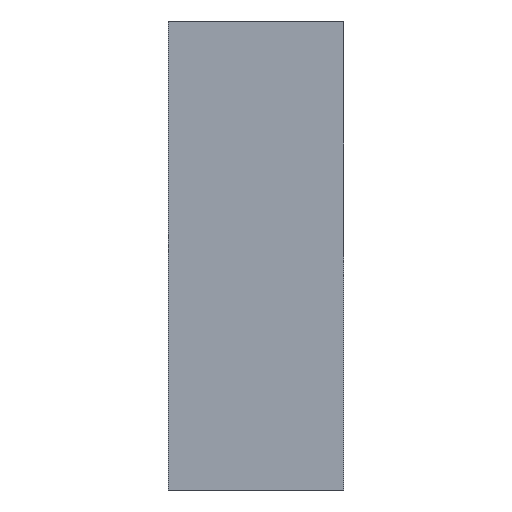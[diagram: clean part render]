
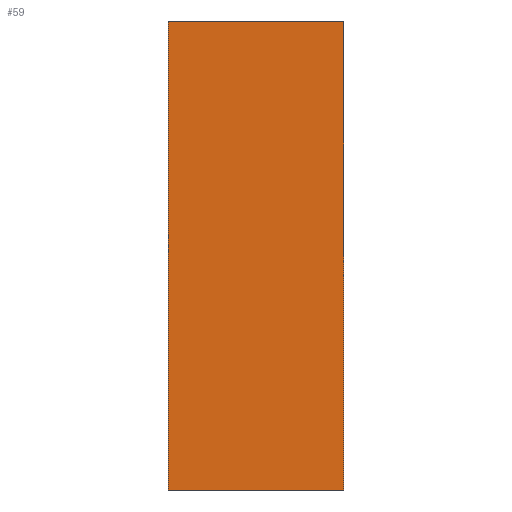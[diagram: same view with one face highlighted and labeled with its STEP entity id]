
A CAD part, left-side view. The second image highlights one B-rep face of the part: STEP entity #59.
In plain terms, the highlighted planar face has unit normal (-1, 0, 0).
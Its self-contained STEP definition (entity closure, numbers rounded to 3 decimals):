
#59=ADVANCED_FACE('',(#73),#67,.F.);
#67=PLANE('',#222);
#73=FACE_OUTER_BOUND('',#89,.T.);
#89=EDGE_LOOP('',(#130,#131,#132,#133));
#130=ORIENTED_EDGE('',*,*,#161,.F.);
#131=ORIENTED_EDGE('',*,*,#168,.F.);
#132=ORIENTED_EDGE('',*,*,#153,.F.);
#133=ORIENTED_EDGE('',*,*,#171,.F.);
#137=VERTEX_POINT('',#278);
#138=VERTEX_POINT('',#280);
#143=VERTEX_POINT('',#294);
#144=VERTEX_POINT('',#296);
#153=EDGE_CURVE('',#137,#138,#175,.T.);
#161=EDGE_CURVE('',#143,#144,#183,.T.);
#168=EDGE_CURVE('',#138,#143,#186,.T.);
#171=EDGE_CURVE('',#144,#137,#189,.T.);
#175=LINE('',#279,#193);
#183=LINE('',#295,#201);
#186=LINE('',#311,#204);
#189=LINE('',#317,#207);
#193=VECTOR('',#228,1.);
#201=VECTOR('',#240,1.);
#204=VECTOR('',#257,1.);
#207=VECTOR('',#266,1.);
#222=AXIS2_PLACEMENT_3D('',#319,#269,#270);
#228=DIRECTION('',(0.,0.,1.));
#240=DIRECTION('',(0.,0.,-1.));
#257=DIRECTION('',(0.,-1.,0.));
#266=DIRECTION('',(0.,1.,0.));
#269=DIRECTION('',(1.,0.,0.));
#270=DIRECTION('',(0.,0.,-1.));
#278=CARTESIAN_POINT('',(-6.,0.,-34.));
#279=CARTESIAN_POINT('',(-6.,0.,-34.));
#280=CARTESIAN_POINT('',(-6.,0.,6.));
#294=CARTESIAN_POINT('',(-6.,-15.,6.));
#295=CARTESIAN_POINT('',(-6.,-15.,6.));
#296=CARTESIAN_POINT('',(-6.,-15.,-34.));
#311=CARTESIAN_POINT('',(-6.,0.,6.));
#317=CARTESIAN_POINT('',(-6.,-15.,-34.));
#319=CARTESIAN_POINT('',(-6.,0.,0.));
